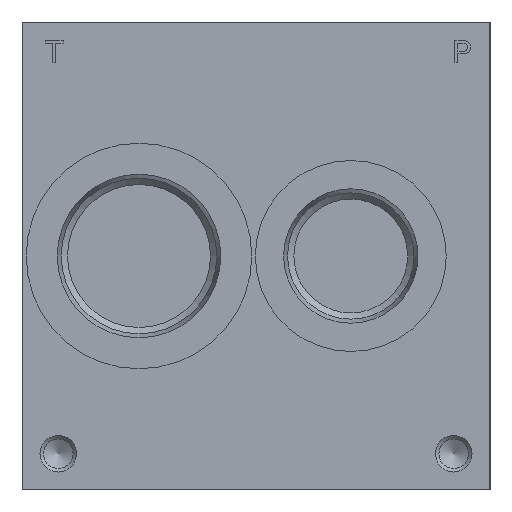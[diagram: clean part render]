
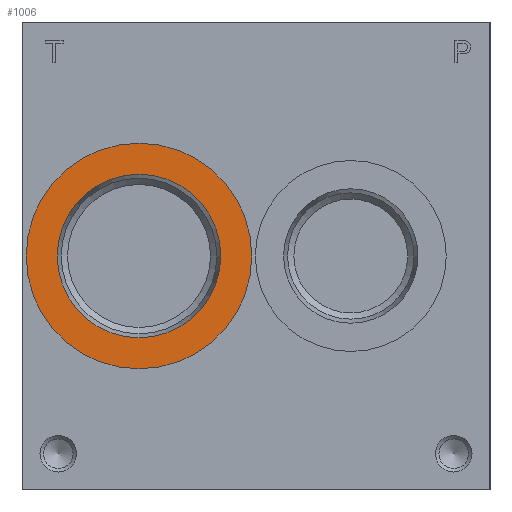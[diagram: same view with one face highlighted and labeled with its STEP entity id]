
A CAD part, left-side view. The second image highlights one B-rep face of the part: STEP entity #1006.
In plain terms, the highlighted planar face has unit normal (-1, 0, 0).
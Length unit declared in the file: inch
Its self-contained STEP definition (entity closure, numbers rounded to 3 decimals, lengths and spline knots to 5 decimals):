
#1006 = ADVANCED_FACE( '', ( #2178, #2179 ), #2180, .T. );
#2178 = FACE_BOUND( '', #3414, .T. );
#2179 = FACE_OUTER_BOUND( '', #3415, .T. );
#2180 = PLANE( '', #3416 );
#3414 = EDGE_LOOP( '', ( #6178 ) );
#3415 = EDGE_LOOP( '', ( #6179 ) );
#3416 = AXIS2_PLACEMENT_3D( '', #6180, #6181, #6182 );
#6178 = ORIENTED_EDGE( '', *, *, #6849, .T. );
#6179 = ORIENTED_EDGE( '', *, *, #7664, .F. );
#6180 = CARTESIAN_POINT( '', ( 0.031, 3.964, 2. ) );
#6181 = DIRECTION( '', ( -1., 0., 0. ) );
#6182 = DIRECTION( '', ( 0., 0., 1. ) );
#6849 = EDGE_CURVE( '', #8183, #8183, #8184, .T. );
#7664 = EDGE_CURVE( '', #9345, #9345, #9346, .T. );
#8183 = VERTEX_POINT( '', #10007 );
#8184 = CIRCLE( '', #10008, 0.699 );
#9345 = VERTEX_POINT( '', #11573 );
#9346 = CIRCLE( '', #11574, 0.964 );
#10007 = CARTESIAN_POINT( '', ( 0.031, 3., 1.301 ) );
#10008 = AXIS2_PLACEMENT_3D( '', #11983, #11984, #11985 );
#11573 = CARTESIAN_POINT( '', ( 0.031, 3., 1.036 ) );
#11574 = AXIS2_PLACEMENT_3D( '', #12837, #12838, #12839 );
#11983 = CARTESIAN_POINT( '', ( 0.031, 3., 2. ) );
#11984 = DIRECTION( '', ( 1., 0., 0. ) );
#11985 = DIRECTION( '', ( 0., 0., -1. ) );
#12837 = CARTESIAN_POINT( '', ( 0.031, 3., 2. ) );
#12838 = DIRECTION( '', ( 1., 0., 0. ) );
#12839 = DIRECTION( '', ( 0., 0., -1. ) );
